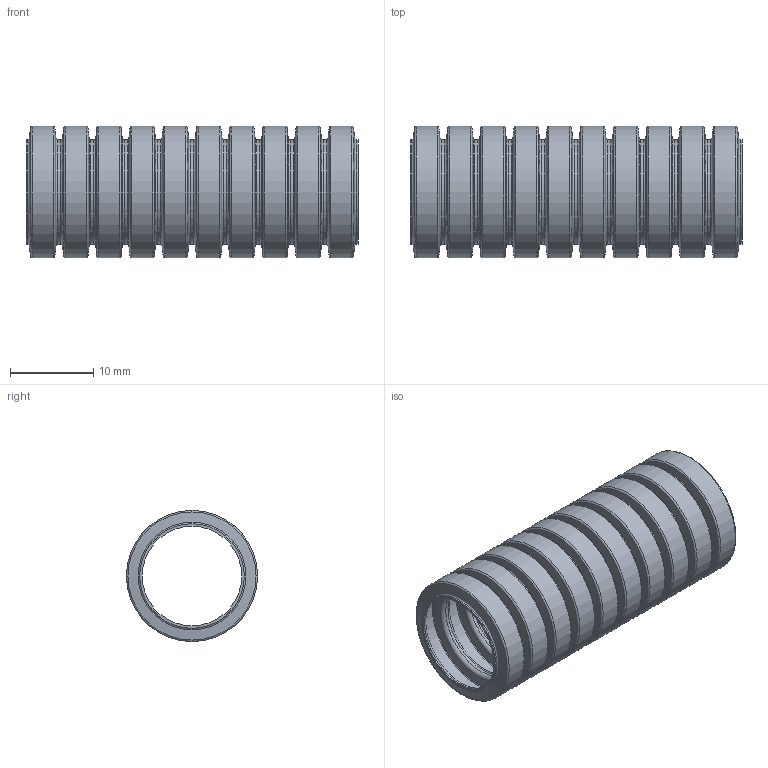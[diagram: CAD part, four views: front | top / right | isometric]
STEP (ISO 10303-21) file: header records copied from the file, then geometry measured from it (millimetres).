
FILE_DESCRIPTION (( 'STEP AP203' ), '1' );
FILE_NAME ('838511_Default.step', '2025-07-10T19:43:33', ( 'Windows User' ), ( 'AUTOMATION DIRECT' ), 'SwSTEP 2.0', 'SolidWorks 2024', '' );
FILE_SCHEMA (( 'CONFIG_CONTROL_DESIGN' ));
Length unit declared in the file: millimetre
Products named in the file (1): 838511_Default
Bounding box: 40 x 15.8 x 15.8 mm (x, y, z)
Volume: 893.7 mm3; surface area: 5896.1 mm2
Topology: 1 solids, 1 shells, 164 faces, 326 edges, 164 vertices
Faces by surface type: torus 80, cylinder 42, cone 40, plane 2
Full cylindrical faces by diameter (mm): 12 x11, 12.6 x11, 15.2 x10, 15.8 x10
Entity records: 3365 total; most frequent: DIRECTION 658, CARTESIAN_POINT 493, AXIS2_PLACEMENT_3D 329, ORIENTED_EDGE 328, EDGE_LOOP 328, FACE_OUTER_BOUND 286, EDGE_CURVE 164, CIRCLE 164
